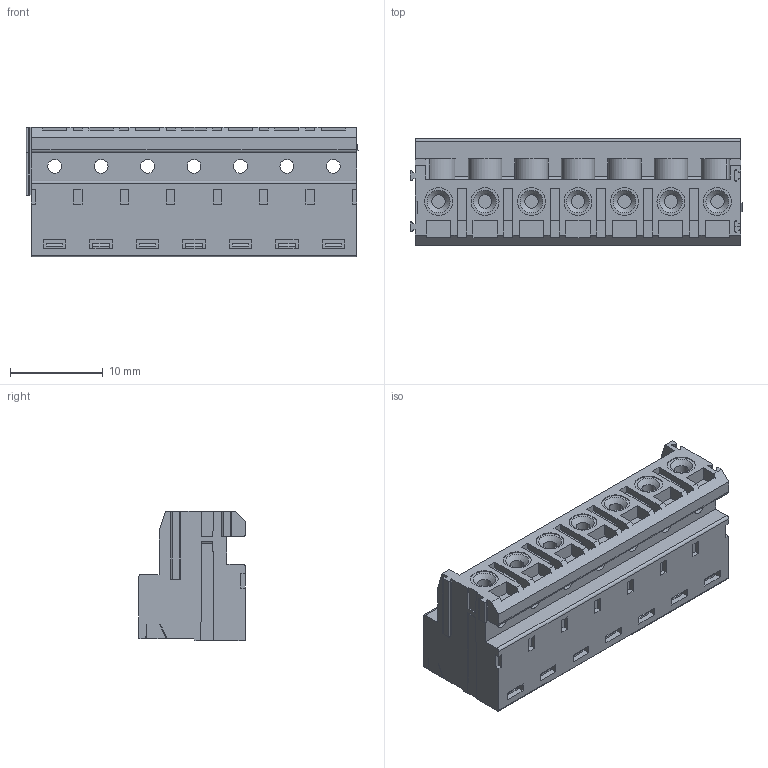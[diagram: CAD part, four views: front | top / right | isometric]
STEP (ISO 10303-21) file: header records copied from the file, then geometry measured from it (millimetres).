
FILE_DESCRIPTION(('STEP AP214'),'1');
FILE_NAME('SHCS07-5.stp','2018-11-12T16:59:13',(' '),(' '),'Spatial InterOp 3D',' ',' ');
FILE_SCHEMA(('AUTOMOTIVE_DESIGN { 1 0 10303 214 1 1 1 1 }'));
Length unit declared in the file: metre
Products named in the file (1): 1
Bounding box: 35.73 x 11.5 x 13.9 mm (x, y, z)
Volume: 3746.7 mm3; surface area: 4373.1 mm2
Topology: 1 solids, 1 shells, 735 faces, 2031 edges, 1341 vertices
Faces by surface type: plane 593, cylinder 121, cone 21
Full cylindrical faces by diameter (mm): 1.45 x7, 1.5 x7, 2.6 x7, 2.7 x7, 3 x7, 3.6 x12, 3.8 x7
Entity records: 28668 total; most frequent: CARTESIAN_POINT 4311, ORIENTED_EDGE 3806, DIRECTION 3610, EDGE_CURVE 1903, LINE 1622, VECTOR 1622, VERTEX_POINT 1290, AXIS2_PLACEMENT_3D 994
